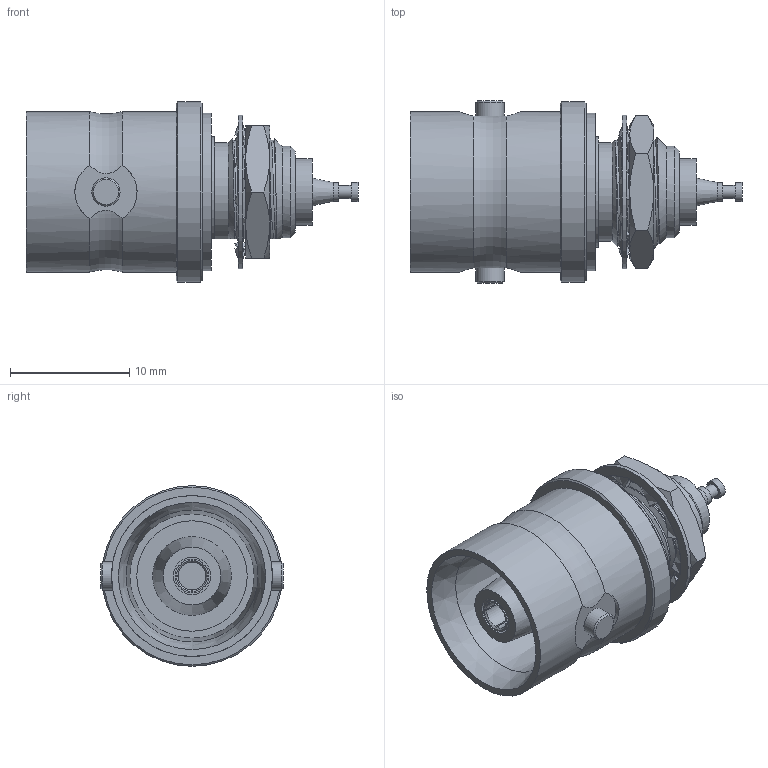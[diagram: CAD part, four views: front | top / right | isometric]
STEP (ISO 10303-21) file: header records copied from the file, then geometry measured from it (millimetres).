
FILE_DESCRIPTION (( 'STEP AP203' ), '1' );
FILE_NAME ('PE4973_3D.step', '2020-10-13T17:04:43', ( '' ), ( '' ), 'SwSTEP 2.0', 'SolidWorks 2018', '' );
FILE_SCHEMA (( 'CONFIG_CONTROL_DESIGN' ));
Length unit declared in the file: inch
Products named in the file (1): PE4973_3D
Bounding box: 27.79 x 15.24 x 15.11 mm (x, y, z)
Volume: 2065 mm3; surface area: 2549.2 mm2
Topology: 4 solids, 4 shells, 191 faces, 523 edges, 354 vertices
Faces by surface type: bspline 60, plane 49, cylinder 49, cone 31, torus 2
Full cylindrical faces by diameter (mm): 1.091 x1, 1.6 x2, 2.337 x1, 2.362 x2, 2.845 x1, 3.15 x1, 5.588 x1, 7.655 x1, 9.228 x1, 9.25 x1, 10.106 x1, 12.837 x1, 13.154 x1, 13.462 x2, 13.573 x1, 15.113 x1
Entity records: 11957 total; most frequent: CARTESIAN_POINT 7770, ORIENTED_EDGE 966, DIRECTION 634, EDGE_CURVE 483, VERTEX_POINT 345, AXIS2_PLACEMENT_3D 263, EDGE_LOOP 242, B_SPLINE_CURVE_WITH_KNOTS 212
